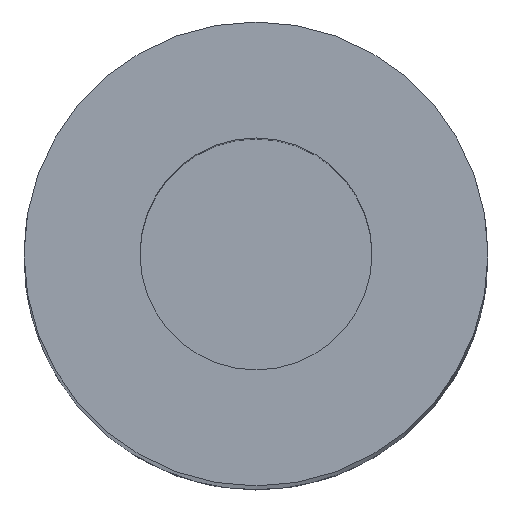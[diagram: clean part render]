
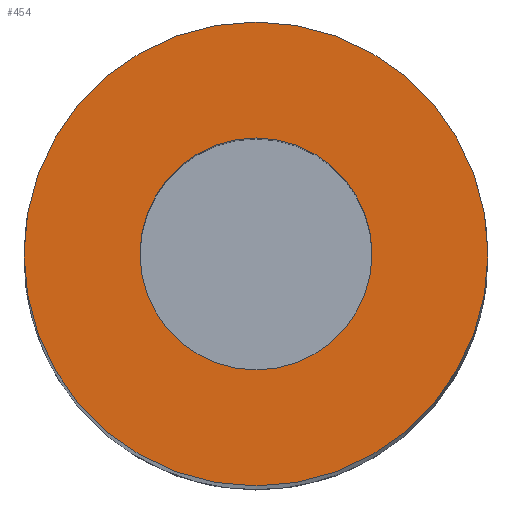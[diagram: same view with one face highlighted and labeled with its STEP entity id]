
A CAD part, top view. The second image highlights one B-rep face of the part: STEP entity #454.
In plain terms, the highlighted planar face has unit normal (0, 0, 1).
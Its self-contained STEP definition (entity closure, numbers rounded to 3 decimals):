
#23 = EDGE_CURVE ( 'NONE', #398, #251, #97, .T. ) ;
#40 = CARTESIAN_POINT ( 'NONE',  ( -16., 0., 160. ) ) ;
#57 = EDGE_CURVE ( 'NONE', #307, #630, #89, .T. ) ;
#63 = CARTESIAN_POINT ( 'NONE',  ( 16., 0., 160. ) ) ;
#89 = CIRCLE ( 'NONE', #676, 16. ) ;
#97 = CIRCLE ( 'NONE', #395, 8. ) ;
#104 = EDGE_LOOP ( 'NONE', ( #330, #138 ) ) ;
#105 = DIRECTION ( 'NONE',  ( 0., 0., 1. ) ) ;
#138 = ORIENTED_EDGE ( 'NONE', *, *, #428, .F. ) ;
#140 = DIRECTION ( 'NONE',  ( 0., 0., 1. ) ) ;
#171 = DIRECTION ( 'NONE',  ( 1., 0., 0. ) ) ;
#187 = ORIENTED_EDGE ( 'NONE', *, *, #57, .T. ) ;
#203 = PLANE ( 'NONE',  #682 ) ;
#251 = VERTEX_POINT ( 'NONE', #319 ) ;
#292 = CARTESIAN_POINT ( 'NONE',  ( 8., 0., 160. ) ) ;
#307 = VERTEX_POINT ( 'NONE', #63 ) ;
#319 = CARTESIAN_POINT ( 'NONE',  ( -8., 0., 160. ) ) ;
#330 = ORIENTED_EDGE ( 'NONE', *, *, #23, .F. ) ;
#361 = CIRCLE ( 'NONE', #452, 8. ) ;
#364 = DIRECTION ( 'NONE',  ( 1., 0., 0. ) ) ;
#395 = AXIS2_PLACEMENT_3D ( 'NONE', #577, #105, #472 ) ;
#398 = VERTEX_POINT ( 'NONE', #292 ) ;
#409 = FACE_BOUND ( 'NONE', #104, .T. ) ;
#413 = CARTESIAN_POINT ( 'NONE',  ( 0., 0., 160. ) ) ;
#428 = EDGE_CURVE ( 'NONE', #251, #398, #361, .T. ) ;
#430 = CARTESIAN_POINT ( 'NONE',  ( 0., 0., 160. ) ) ;
#452 = AXIS2_PLACEMENT_3D ( 'NONE', #657, #140, #459 ) ;
#454 = ADVANCED_FACE ( 'NONE', ( #409, #464 ), #203, .T. ) ;
#459 = DIRECTION ( 'NONE',  ( 1., 0., 0. ) ) ;
#464 = FACE_OUTER_BOUND ( 'NONE', #474, .T. ) ;
#472 = DIRECTION ( 'NONE',  ( 1., 0., 0. ) ) ;
#474 = EDGE_LOOP ( 'NONE', ( #668, #187 ) ) ;
#538 = DIRECTION ( 'NONE',  ( 0., 0., 1. ) ) ;
#577 = CARTESIAN_POINT ( 'NONE',  ( 0., 0., 160. ) ) ;
#617 = CARTESIAN_POINT ( 'NONE',  ( 0., 0., 160. ) ) ;
#621 = EDGE_CURVE ( 'NONE', #630, #307, #647, .T. ) ;
#623 = DIRECTION ( 'NONE',  ( 0., 0., 1. ) ) ;
#630 = VERTEX_POINT ( 'NONE', #40 ) ;
#647 = CIRCLE ( 'NONE', #673, 16. ) ;
#648 = DIRECTION ( 'NONE',  ( 0., 0., 1. ) ) ;
#657 = CARTESIAN_POINT ( 'NONE',  ( 0., 0., 160. ) ) ;
#667 = DIRECTION ( 'NONE',  ( 1., 0., 0. ) ) ;
#668 = ORIENTED_EDGE ( 'NONE', *, *, #621, .T. ) ;
#673 = AXIS2_PLACEMENT_3D ( 'NONE', #617, #623, #364 ) ;
#676 = AXIS2_PLACEMENT_3D ( 'NONE', #430, #648, #171 ) ;
#682 = AXIS2_PLACEMENT_3D ( 'NONE', #413, #538, #667 ) ;
